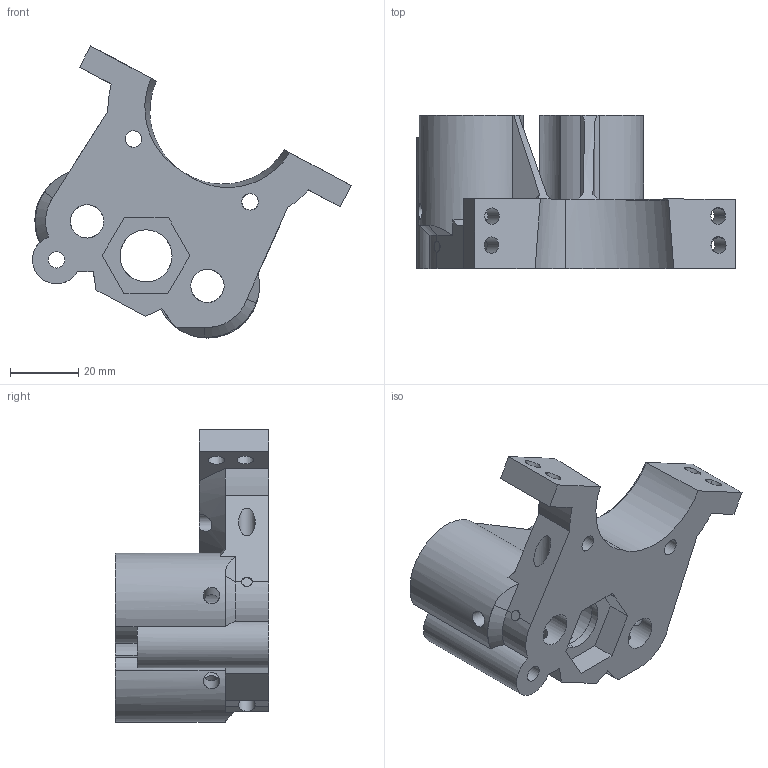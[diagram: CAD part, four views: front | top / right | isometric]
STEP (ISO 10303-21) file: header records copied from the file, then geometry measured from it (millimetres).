
FILE_DESCRIPTION(/* description */ (''),/* implementation_level */ '2;1');
FILE_NAME(/* name */ 'Main Body - Pipe Holder v1.step',/* time_stamp */ '2022-04-06T19:44:45-04:00',/* author */ (''),/* organization */ (''),/* preprocessor_version */ 'ST-DEVELOPER v18.1',/* originating_system */ 'Autodesk Translation Framework v10.14.0.1471',/* authorisation */ '');
FILE_SCHEMA (('AUTOMOTIVE_DESIGN { 1 0 10303 214 3 1 1 }'));
Length unit declared in the file: inch
Products named in the file (1): Main Body - Pipe Holder
Bounding box: 93.35 x 44.83 x 85.49 mm (x, y, z)
Volume: 79501.9 mm3; surface area: 25192.4 mm2
Topology: 2 solids, 2 shells, 180 faces, 552 edges, 369 vertices
Faces by surface type: plane 86, cylinder 52, bspline 34, cone 8
Full cylindrical faces by diameter (mm): 3.175 x2, 4.826 x13, 9.754 x2, 15.24 x1, 19.002 x1
Entity records: 8432 total; most frequent: CARTESIAN_POINT 3710, ORIENTED_EDGE 1104, DIRECTION 814, EDGE_CURVE 552, VERTEX_POINT 369, AXIS2_PLACEMENT_3D 300, EDGE_LOOP 219, LINE 214
